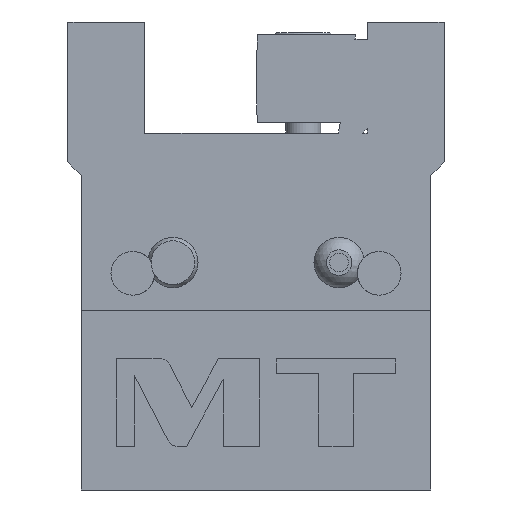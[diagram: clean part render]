
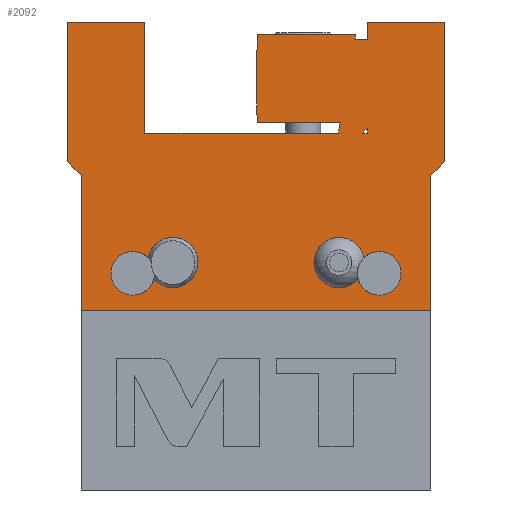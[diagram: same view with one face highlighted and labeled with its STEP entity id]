
A CAD part, left-side view. The second image highlights one B-rep face of the part: STEP entity #2092.
In plain terms, the highlighted planar face has unit normal (-1, 0, 0).
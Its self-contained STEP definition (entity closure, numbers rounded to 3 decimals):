
#139=DIRECTION('',(0.,-0.174,0.985));
#140=VECTOR('',#139,2.491);
#141=CARTESIAN_POINT('',(-65.,-18.841,41.6));
#142=LINE('',#141,#140);
#143=DIRECTION('',(0.,-1.,0.));
#144=VECTOR('',#143,18.968);
#145=CARTESIAN_POINT('',(-65.,-0.306,44.053));
#146=LINE('',#145,#144);
#147=DIRECTION('',(0.,-0.044,-0.999));
#148=VECTOR('',#147,7.007);
#149=CARTESIAN_POINT('',(-65.,0.,51.053));
#150=LINE('',#149,#148);
#151=DIRECTION('',(0.,0.,-1.));
#152=VECTOR('',#151,3.);
#153=CARTESIAN_POINT('',(-65.,0.,54.053));
#154=LINE('',#153,#152);
#155=DIRECTION('',(0.,0.035,-0.999));
#156=VECTOR('',#155,10.006);
#157=CARTESIAN_POINT('',(-65.,-0.349,64.053));
#158=LINE('',#157,#156);
#159=DIRECTION('',(0.,1.,0.));
#160=VECTOR('',#159,22.451);
#161=CARTESIAN_POINT('',(-65.,-22.8,64.053));
#162=LINE('',#161,#160);
#163=DIRECTION('',(0.,-0.174,0.985));
#164=VECTOR('',#163,0.967);
#165=CARTESIAN_POINT('',(-65.,-22.632,63.1));
#166=LINE('',#165,#164);
#167=DIRECTION('',(0.,-1.,0.));
#168=VECTOR('',#167,2.768);
#169=CARTESIAN_POINT('',(-65.,-22.632,63.1));
#170=LINE('',#169,#168);
#171=DIRECTION('',(0.,0.,-1.));
#172=VECTOR('',#171,3.9);
#173=CARTESIAN_POINT('',(-65.,-25.4,67.));
#174=LINE('',#173,#172);
#175=DIRECTION('',(0.,0.707,-0.707));
#176=VECTOR('',#175,4.243);
#177=CARTESIAN_POINT('',(-65.,-43.,35.));
#178=LINE('',#177,#176);
#179=DIRECTION('',(0.,0.,1.));
#180=VECTOR('',#179,31.);
#181=CARTESIAN_POINT('',(-65.,-40.,1.));
#182=LINE('',#181,#180);
#183=DIRECTION('',(0.,-1.,0.));
#184=VECTOR('',#183,80.);
#185=CARTESIAN_POINT('',(-65.,40.,1.));
#186=LINE('',#185,#184);
#187=DIRECTION('',(0.,0.,1.));
#188=VECTOR('',#187,31.);
#189=CARTESIAN_POINT('',(-65.,40.,1.));
#190=LINE('',#189,#188);
#191=DIRECTION('',(0.,0.707,0.707));
#192=VECTOR('',#191,4.243);
#193=CARTESIAN_POINT('',(-65.,40.,32.));
#194=LINE('',#193,#192);
#195=DIRECTION('',(0.,0.,1.));
#196=VECTOR('',#195,32.);
#197=CARTESIAN_POINT('',(-65.,43.,35.));
#198=LINE('',#197,#196);
#199=DIRECTION('',(0.,0.,-1.));
#200=VECTOR('',#199,25.4);
#201=CARTESIAN_POINT('',(-65.,25.4,67.));
#202=LINE('',#201,#200);
#203=DIRECTION('',(0.,-1.,0.));
#204=VECTOR('',#203,44.241);
#205=CARTESIAN_POINT('',(-65.,25.4,41.6));
#206=LINE('',#205,#204);
#207=DIRECTION('',(0.,0.,-1.));
#208=VECTOR('',#207,1.);
#209=CARTESIAN_POINT('',(-65.,-25.4,42.6));
#210=LINE('',#209,#208);
#211=DIRECTION('',(0.,-1.,0.));
#212=VECTOR('',#211,1.);
#213=CARTESIAN_POINT('',(-65.,-24.4,41.6));
#214=LINE('',#213,#212);
#215=CARTESIAN_POINT('',(-65.,19.,12.));
#216=DIRECTION('',(-1.,0.,0.));
#217=DIRECTION('',(0.,-1.,0.));
#218=AXIS2_PLACEMENT_3D('',#215,#216,#217);
#220=CARTESIAN_POINT('',(-65.,19.,12.));
#221=DIRECTION('',(-1.,0.,0.));
#222=DIRECTION('',(0.,1.,0.));
#223=AXIS2_PLACEMENT_3D('',#220,#221,#222);
#225=CARTESIAN_POINT('',(-65.,-19.,12.));
#226=DIRECTION('',(-1.,0.,0.));
#227=DIRECTION('',(0.,-1.,0.));
#228=AXIS2_PLACEMENT_3D('',#225,#226,#227);
#230=CARTESIAN_POINT('',(-65.,-19.,12.));
#231=DIRECTION('',(-1.,0.,0.));
#232=DIRECTION('',(0.,1.,0.));
#233=AXIS2_PLACEMENT_3D('',#230,#231,#232);
#235=CARTESIAN_POINT('',(-65.,28.176,9.541));
#236=DIRECTION('',(1.,0.,0.));
#237=DIRECTION('',(0.,0.,1.));
#238=AXIS2_PLACEMENT_3D('',#235,#236,#237);
#240=CARTESIAN_POINT('',(-65.,28.176,9.541));
#241=DIRECTION('',(1.,0.,0.));
#242=DIRECTION('',(0.,0.,-1.));
#243=AXIS2_PLACEMENT_3D('',#240,#241,#242);
#245=CARTESIAN_POINT('',(-65.,-28.176,9.541));
#246=DIRECTION('',(1.,0.,0.));
#247=DIRECTION('',(0.,0.,1.));
#248=AXIS2_PLACEMENT_3D('',#245,#246,#247);
#250=CARTESIAN_POINT('',(-65.,-28.176,9.541));
#251=DIRECTION('',(1.,0.,0.));
#252=DIRECTION('',(0.,0.,-1.));
#253=AXIS2_PLACEMENT_3D('',#250,#251,#252);
#475=DIRECTION('',(0.,-0.707,0.707));
#476=VECTOR('',#475,1.414);
#477=CARTESIAN_POINT('',(-65.,-24.4,41.6));
#478=LINE('',#477,#476);
#539=DIRECTION('',(0.,-1.,0.));
#540=VECTOR('',#539,17.6);
#541=CARTESIAN_POINT('',(-65.,43.,67.));
#542=LINE('',#541,#540);
#807=DIRECTION('',(0.,0.,1.));
#808=VECTOR('',#807,32.);
#809=CARTESIAN_POINT('',(-65.,-43.,35.));
#810=LINE('',#809,#808);
#839=DIRECTION('',(0.,-1.,0.));
#840=VECTOR('',#839,17.6);
#841=CARTESIAN_POINT('',(-65.,-25.4,67.));
#842=LINE('',#841,#840);
#1477=CARTESIAN_POINT('',(-65.,25.4,67.));
#1478=CARTESIAN_POINT('',(-65.,25.4,41.6));
#1479=VERTEX_POINT('',#1477);
#1480=VERTEX_POINT('',#1478);
#1481=CARTESIAN_POINT('',(-65.,43.,67.));
#1482=VERTEX_POINT('',#1481);
#1483=CARTESIAN_POINT('',(-65.,-25.4,67.));
#1484=CARTESIAN_POINT('',(-65.,-43.,67.));
#1485=VERTEX_POINT('',#1483);
#1486=VERTEX_POINT('',#1484);
#1495=CARTESIAN_POINT('',(-65.,40.,1.));
#1496=CARTESIAN_POINT('',(-65.,-40.,1.));
#1497=VERTEX_POINT('',#1495);
#1498=VERTEX_POINT('',#1496);
#1519=CARTESIAN_POINT('',(-65.,-25.4,41.6));
#1520=VERTEX_POINT('',#1519);
#1549=CARTESIAN_POINT('',(-65.,43.,35.));
#1550=VERTEX_POINT('',#1549);
#1551=CARTESIAN_POINT('',(-65.,-43.,35.));
#1552=CARTESIAN_POINT('',(-65.,-40.,32.));
#1553=VERTEX_POINT('',#1551);
#1554=VERTEX_POINT('',#1552);
#1555=CARTESIAN_POINT('',(-65.,40.,32.));
#1556=VERTEX_POINT('',#1555);
#1609=CARTESIAN_POINT('',(-65.,13.246,12.));
#1610=CARTESIAN_POINT('',(-65.,24.754,12.));
#1611=VERTEX_POINT('',#1609);
#1612=VERTEX_POINT('',#1610);
#1621=CARTESIAN_POINT('',(-65.,-24.754,12.));
#1622=CARTESIAN_POINT('',(-65.,-13.246,12.));
#1623=VERTEX_POINT('',#1621);
#1624=VERTEX_POINT('',#1622);
#1637=CARTESIAN_POINT('',(-65.,28.176,12.341));
#1638=CARTESIAN_POINT('',(-65.,28.176,6.741));
#1639=VERTEX_POINT('',#1637);
#1640=VERTEX_POINT('',#1638);
#1651=CARTESIAN_POINT('',(-65.,-28.176,12.341));
#1652=CARTESIAN_POINT('',(-65.,-28.176,6.741));
#1653=VERTEX_POINT('',#1651);
#1654=VERTEX_POINT('',#1652);
#1717=CARTESIAN_POINT('',(-65.,-18.841,41.6));
#1718=VERTEX_POINT('',#1717);
#1719=CARTESIAN_POINT('',(-65.,-24.4,41.6));
#1720=VERTEX_POINT('',#1719);
#1725=CARTESIAN_POINT('',(-65.,-25.4,63.1));
#1726=VERTEX_POINT('',#1725);
#1727=CARTESIAN_POINT('',(-65.,-25.4,42.6));
#1728=VERTEX_POINT('',#1727);
#1739=CARTESIAN_POINT('',(-65.,-0.349,64.053));
#1740=CARTESIAN_POINT('',(-65.,0.,54.053));
#1741=VERTEX_POINT('',#1739);
#1742=VERTEX_POINT('',#1740);
#1743=CARTESIAN_POINT('',(-65.,0.,51.053));
#1744=VERTEX_POINT('',#1743);
#1745=CARTESIAN_POINT('',(-65.,-0.306,44.053));
#1746=VERTEX_POINT('',#1745);
#1747=CARTESIAN_POINT('',(-65.,-22.8,64.053));
#1748=VERTEX_POINT('',#1747);
#1749=CARTESIAN_POINT('',(-65.,-19.273,44.053));
#1751=VERTEX_POINT('',#1749);
#1753=CARTESIAN_POINT('',(-65.,-22.632,63.1));
#1755=VERTEX_POINT('',#1753);
#2015=CARTESIAN_POINT('',(-65.,43.,-40.));
#2016=DIRECTION('',(-1.,0.,0.));
#2017=DIRECTION('',(0.,-1.,0.));
#2018=AXIS2_PLACEMENT_3D('',#2015,#2016,#2017);
#2019=PLANE('',#2018);
#2021=ORIENTED_EDGE('',*,*,#2020,.T.);
#2023=ORIENTED_EDGE('',*,*,#2022,.F.);
#2025=ORIENTED_EDGE('',*,*,#2024,.F.);
#2027=ORIENTED_EDGE('',*,*,#2026,.F.);
#2029=ORIENTED_EDGE('',*,*,#2028,.F.);
#2031=ORIENTED_EDGE('',*,*,#2030,.F.);
#2033=ORIENTED_EDGE('',*,*,#2032,.F.);
#2035=ORIENTED_EDGE('',*,*,#2034,.T.);
#2037=ORIENTED_EDGE('',*,*,#2036,.F.);
#2039=ORIENTED_EDGE('',*,*,#2038,.T.);
#2041=ORIENTED_EDGE('',*,*,#2040,.F.);
#2043=ORIENTED_EDGE('',*,*,#2042,.T.);
#2045=ORIENTED_EDGE('',*,*,#2044,.F.);
#2046=ORIENTED_EDGE('',*,*,#2006,.F.);
#2047=ORIENTED_EDGE('',*,*,#1996,.T.);
#2049=ORIENTED_EDGE('',*,*,#2048,.T.);
#2051=ORIENTED_EDGE('',*,*,#2050,.T.);
#2053=ORIENTED_EDGE('',*,*,#2052,.T.);
#2055=ORIENTED_EDGE('',*,*,#2054,.T.);
#2057=ORIENTED_EDGE('',*,*,#2056,.T.);
#2058=EDGE_LOOP('',(#2021,#2023,#2025,#2027,#2029,#2031,#2033,#2035,#2037,#2039,
#2041,#2043,#2045,#2046,#2047,#2049,#2051,#2053,#2055,#2057));
#2059=FACE_OUTER_BOUND('',#2058,.F.);
#2061=ORIENTED_EDGE('',*,*,#2060,.F.);
#2063=ORIENTED_EDGE('',*,*,#2062,.F.);
#2065=ORIENTED_EDGE('',*,*,#2064,.T.);
#2066=EDGE_LOOP('',(#2061,#2063,#2065));
#2067=FACE_BOUND('',#2066,.F.);
#2069=ORIENTED_EDGE('',*,*,#2068,.T.);
#2071=ORIENTED_EDGE('',*,*,#2070,.T.);
#2072=EDGE_LOOP('',(#2069,#2071));
#2073=FACE_BOUND('',#2072,.F.);
#2075=ORIENTED_EDGE('',*,*,#2074,.T.);
#2077=ORIENTED_EDGE('',*,*,#2076,.T.);
#2078=EDGE_LOOP('',(#2075,#2077));
#2079=FACE_BOUND('',#2078,.F.);
#2081=ORIENTED_EDGE('',*,*,#2080,.F.);
#2083=ORIENTED_EDGE('',*,*,#2082,.F.);
#2084=EDGE_LOOP('',(#2081,#2083));
#2085=FACE_BOUND('',#2084,.F.);
#2087=ORIENTED_EDGE('',*,*,#2086,.F.);
#2089=ORIENTED_EDGE('',*,*,#2088,.F.);
#2090=EDGE_LOOP('',(#2087,#2089));
#2091=FACE_BOUND('',#2090,.F.);
#2092=ADVANCED_FACE('',(#2059,#2067,#2073,#2079,#2085,#2091),#2019,.T.);
#219=CIRCLE('',#218,5.754);
#224=CIRCLE('',#223,5.754);
#229=CIRCLE('',#228,5.754);
#234=CIRCLE('',#233,5.754);
#239=CIRCLE('',#238,2.8);
#244=CIRCLE('',#243,2.8);
#249=CIRCLE('',#248,2.8);
#254=CIRCLE('',#253,2.8);
#1996=EDGE_CURVE('',#1497,#1556,#190,.T.);
#2006=EDGE_CURVE('',#1497,#1498,#186,.T.);
#2020=EDGE_CURVE('',#1718,#1751,#142,.T.);
#2022=EDGE_CURVE('',#1746,#1751,#146,.T.);
#2024=EDGE_CURVE('',#1744,#1746,#150,.T.);
#2026=EDGE_CURVE('',#1742,#1744,#154,.T.);
#2028=EDGE_CURVE('',#1741,#1742,#158,.T.);
#2030=EDGE_CURVE('',#1748,#1741,#162,.T.);
#2032=EDGE_CURVE('',#1755,#1748,#166,.T.);
#2034=EDGE_CURVE('',#1755,#1726,#170,.T.);
#2036=EDGE_CURVE('',#1485,#1726,#174,.T.);
#2038=EDGE_CURVE('',#1485,#1486,#842,.T.);
#2040=EDGE_CURVE('',#1553,#1486,#810,.T.);
#2042=EDGE_CURVE('',#1553,#1554,#178,.T.);
#2044=EDGE_CURVE('',#1498,#1554,#182,.T.);
#2048=EDGE_CURVE('',#1556,#1550,#194,.T.);
#2050=EDGE_CURVE('',#1550,#1482,#198,.T.);
#2052=EDGE_CURVE('',#1482,#1479,#542,.T.);
#2054=EDGE_CURVE('',#1479,#1480,#202,.T.);
#2056=EDGE_CURVE('',#1480,#1718,#206,.T.);
#2060=EDGE_CURVE('',#1728,#1520,#210,.T.);
#2062=EDGE_CURVE('',#1720,#1728,#478,.T.);
#2064=EDGE_CURVE('',#1720,#1520,#214,.T.);
#2068=EDGE_CURVE('',#1611,#1612,#219,.T.);
#2070=EDGE_CURVE('',#1612,#1611,#224,.T.);
#2074=EDGE_CURVE('',#1623,#1624,#229,.T.);
#2076=EDGE_CURVE('',#1624,#1623,#234,.T.);
#2080=EDGE_CURVE('',#1639,#1640,#239,.T.);
#2082=EDGE_CURVE('',#1640,#1639,#244,.T.);
#2086=EDGE_CURVE('',#1653,#1654,#249,.T.);
#2088=EDGE_CURVE('',#1654,#1653,#254,.T.);
